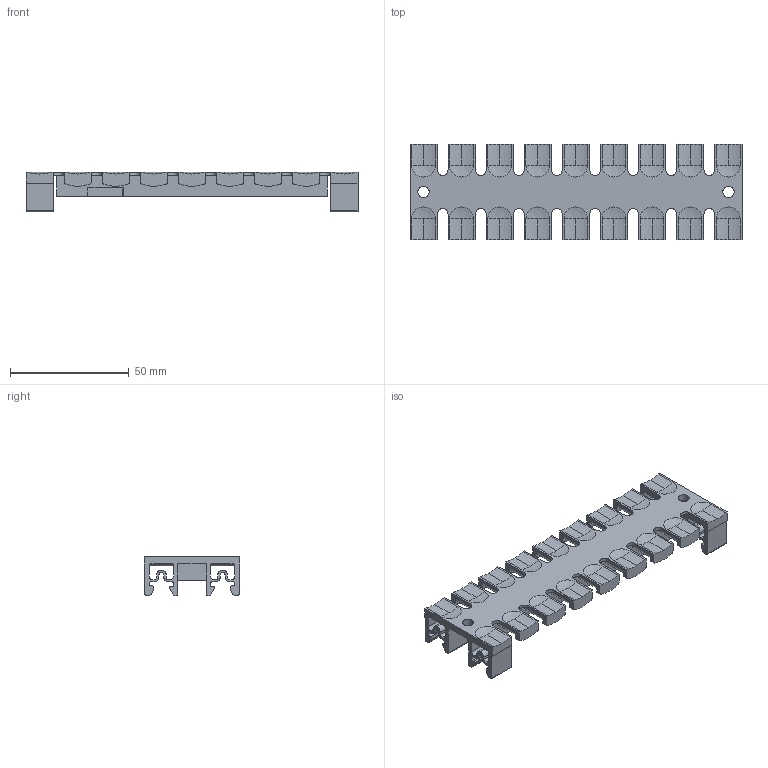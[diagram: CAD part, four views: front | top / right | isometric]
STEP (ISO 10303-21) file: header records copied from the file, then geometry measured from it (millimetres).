
FILE_DESCRIPTION (( 'STEP AP203' ), '1' );
FILE_NAME ('565518.step', '2020-12-17T18:35:54', ( '' ), ( '' ), 'SwSTEP 2.0', 'SolidWorks 2019', '' );
FILE_SCHEMA (( 'CONFIG_CONTROL_DESIGN' ));
Length unit declared in the file: millimetre
Products named in the file (1): 565518
Bounding box: 139.5 x 40 x 16.5 mm (x, y, z)
Volume: 21243 mm3; surface area: 20791 mm2
Topology: 1 solids, 1 shells, 487 faces, 1430 edges, 948 vertices
Faces by surface type: plane 240, cylinder 229, sphere 18
Entity records: 16409 total; most frequent: DIRECTION 2898, CARTESIAN_POINT 2866, ORIENTED_EDGE 2860, EDGE_CURVE 1430, AXIS2_PLACEMENT_3D 980, VERTEX_POINT 948, LINE 938, VECTOR 938
